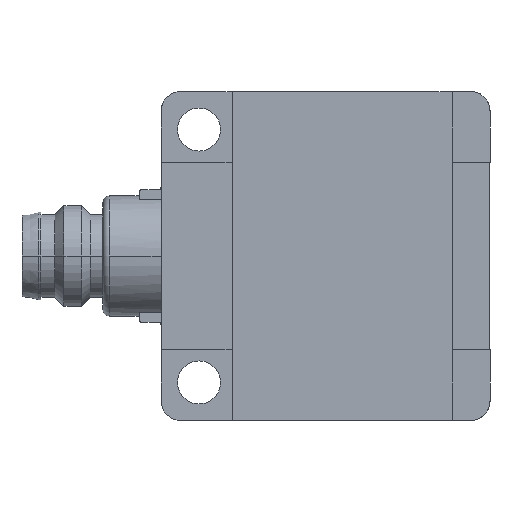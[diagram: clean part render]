
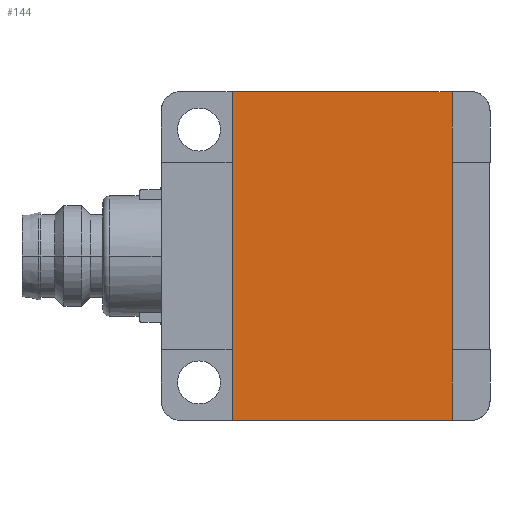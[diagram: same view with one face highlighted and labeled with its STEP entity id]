
A CAD part, front view. The second image highlights one B-rep face of the part: STEP entity #144.
In plain terms, the highlighted planar face has unit normal (0, -1, 0).
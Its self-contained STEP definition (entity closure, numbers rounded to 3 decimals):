
#144=ADVANCED_FACE('',(#366),#367,.T.);
#366=FACE_OUTER_BOUND('',#602,.T.);
#367=PLANE('',#603);
#602=EDGE_LOOP('',(#1459,#1460,#1461,#1462));
#603=AXIS2_PLACEMENT_3D('',#1463,#1464,#1465);
#1459=ORIENTED_EDGE('',*,*,#1857,.F.);
#1460=ORIENTED_EDGE('',*,*,#1871,.T.);
#1461=ORIENTED_EDGE('',*,*,#1872,.F.);
#1462=ORIENTED_EDGE('',*,*,#1866,.F.);
#1463=CARTESIAN_POINT('',(14.305,0.208,-15.0));
#1464=DIRECTION('',(0.,-1.,0.0));
#1465=DIRECTION('',(1.,0.,0.0));
#1857=EDGE_CURVE('',#2348,#2350,#2351,.T.);
#1866=EDGE_CURVE('',#2350,#2364,#2365,.T.);
#1871=EDGE_CURVE('',#2348,#2372,#2373,.T.);
#1872=EDGE_CURVE('',#2364,#2372,#2374,.T.);
#2348=VERTEX_POINT('',#3222);
#2350=VERTEX_POINT('',#3225);
#2351=LINE('',#3226,#3227);
#2364=VERTEX_POINT('',#3248);
#2365=LINE('',#3249,#3250);
#2372=VERTEX_POINT('',#3261);
#2373=LINE('',#3262,#3263);
#2374=LINE('',#3264,#3265);
#3222=CARTESIAN_POINT('',(23.0,0.209,-13.0));
#3225=CARTESIAN_POINT('',(5.609,0.207,-13.0));
#3226=CARTESIAN_POINT('',(13.652,0.208,-13.0));
#3227=VECTOR('',#3774,1.0);
#3248=CARTESIAN_POINT('',(5.609,0.207,12.998));
#3249=CARTESIAN_POINT('',(5.609,0.207,-15.0));
#3250=VECTOR('',#3783,1.0);
#3261=CARTESIAN_POINT('',(23.0,0.209,12.998));
#3262=CARTESIAN_POINT('',(23.0,0.209,-15.0));
#3263=VECTOR('',#3788,1.0);
#3264=CARTESIAN_POINT('',(6.153,0.207,12.998));
#3265=VECTOR('',#3789,1.0);
#3774=DIRECTION('',(-1.,0.,0.));
#3783=DIRECTION('',(0.0,0.0,1.0));
#3788=DIRECTION('',(0.0,0.0,1.0));
#3789=DIRECTION('',(1.,0.,0.));
